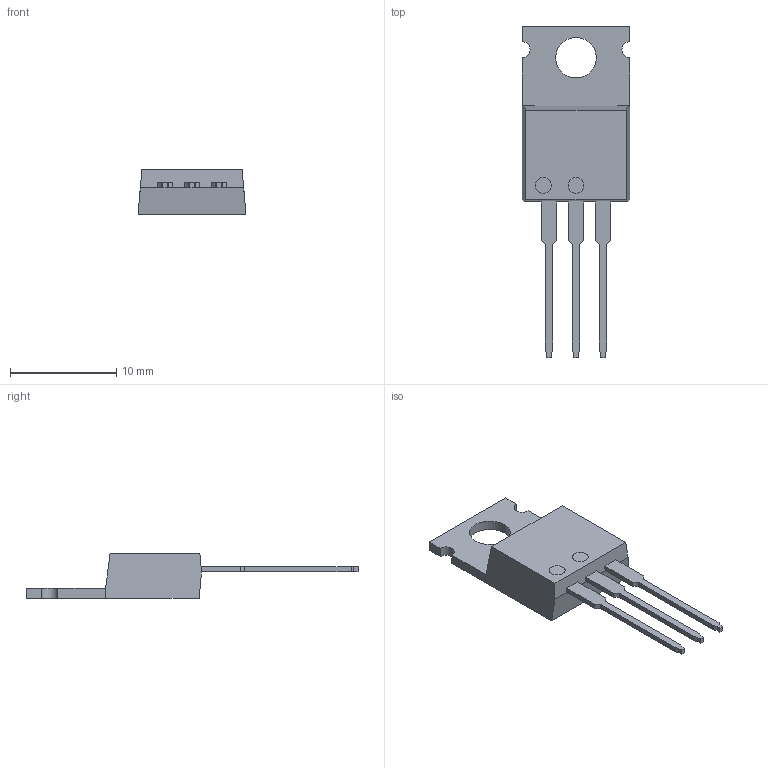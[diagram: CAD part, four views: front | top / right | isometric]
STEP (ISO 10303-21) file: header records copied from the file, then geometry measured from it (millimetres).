
FILE_DESCRIPTION (( 'STEP AP214' ), '1' );
FILE_NAME ('IRLB8721PBF.STEP', '2020-03-02T17:54:22', ( '' ), ( '' ), 'SwSTEP 2.0', 'SolidWorks 2017', '' );
FILE_SCHEMA (( 'AUTOMOTIVE_DESIGN' ));
Length unit declared in the file: millimetre
Products named in the file (1): IRLB8721PBF
Bounding box: 10.16 x 31.24 x 4.2 mm (x, y, z)
Volume: 439 mm3; surface area: 736.4 mm2
Topology: 6 solids, 6 shells, 82 faces, 202 edges, 134 vertices
Faces by surface type: plane 71, cylinder 11
Entity records: 2475 total; most frequent: CARTESIAN_POINT 419, ORIENTED_EDGE 404, DIRECTION 390, EDGE_CURVE 202, LINE 180, VECTOR 180, VERTEX_POINT 134, AXIS2_PLACEMENT_3D 105
